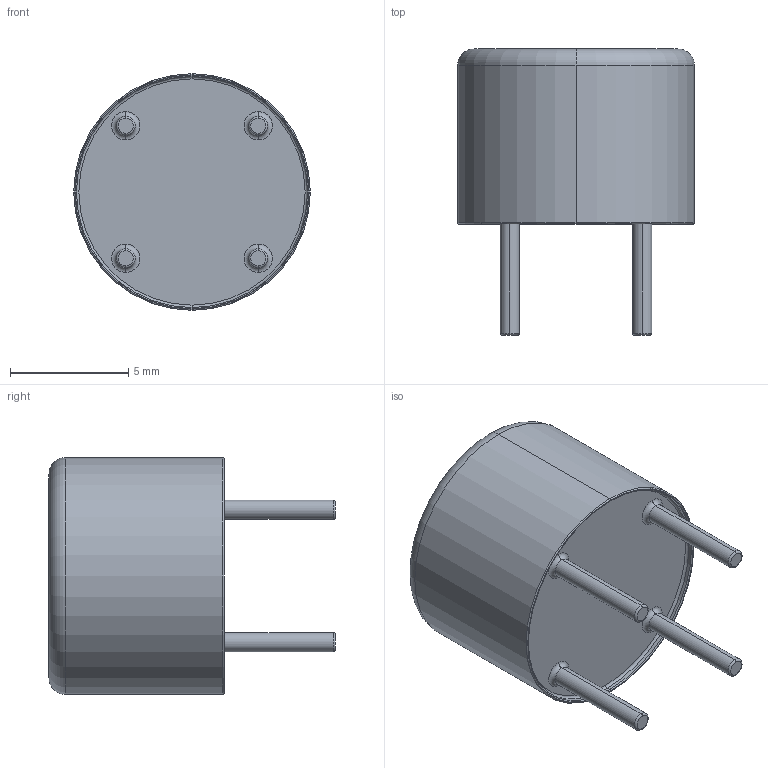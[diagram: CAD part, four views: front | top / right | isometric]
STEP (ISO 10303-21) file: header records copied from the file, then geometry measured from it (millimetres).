
FILE_DESCRIPTION (( 'STEP AP214' ), '1' );
FILE_NAME ('RC-2.STEP', '2015-12-21T16:40:22', ( 'user' ), ( 'MICROSOFT' ), 'SwSTEP 2.0', 'SolidWorks 2015', '' );
FILE_SCHEMA (( 'AUTOMOTIVE_DESIGN' ));
Length unit declared in the file: millimetre
Products named in the file (1): RC-2
Bounding box: 10 x 12.11 x 10 mm (x, y, z)
Volume: 565.7 mm3; surface area: 436.2 mm2
Topology: 1 solids, 1 shells, 332 faces, 867 edges, 570 vertices
Faces by surface type: plane 164, bspline 132, torus 24, cylinder 12
Entity records: 19321 total; most frequent: CARTESIAN_POINT 8318, ORIENTED_EDGE 1734, DIRECTION 1077, EDGE_CURVE 867, VERTEX_POINT 570, VECTOR 531, LINE 531, EDGE_LOOP 365
